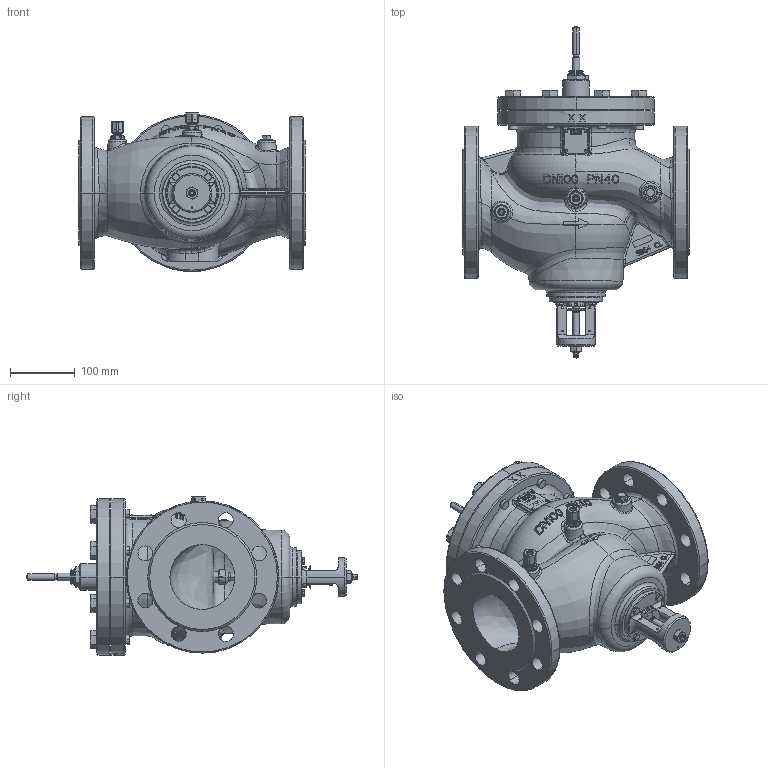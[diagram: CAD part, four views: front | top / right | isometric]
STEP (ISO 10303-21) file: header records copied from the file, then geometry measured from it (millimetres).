
FILE_DESCRIPTION((''),'2;1');
FILE_NAME('065B5586_VFQ22_DN100_PN40_ASM','2023-03-31T17:19:28',('U384264'),('Danfoss'),'CREO PARAMETRIC BY PTC INC, 2022124','CREO PARAMETRIC BY PTC INC, 2022124','');
FILE_SCHEMA(('AUTOMOTIVE_DESIGN { 1 0 10303 214 1 1 1 1 }'));
Products named in the file (26): 88650650_VALVE_B_VFQM_DN100_PN4; O-RING_171_04X3_53; 88650860_VALVE_C_VFG_DN100_PN40; HEX_SCREW_DIN931_M16X50; 88652420_CON_INSERT_DN65-125; 54590640; 88652200_VFG_STEM_DN100; 88654180_VFQ_STEM_DN100; 88652800_POINTER_VFQM; 88653900_VFQ_YOKE_DN65-100_MACH; HEX_SCREW_DIN933_M06X18; 88652720_FLOW_SCALE_DN100; 51817881_SCREW_SF_M3X5; 88652300_STUFFING_BOX_DN100_125; 54790650_BUSH_12X14X10; LABEL_PLATE_37X37; 5589607; HEX_NUT_DIN934_M10; 51817290_M5_ZATIC; 54540510; WALTER_CONNECTION; WALTER_PROFILE_RING; WALTER_CONNECTION_NUT; 8863078_ASM; 188610240; 065B5586_VFQ22_DN100_PN40_ASM
Assembly tree (42 placements, depth 3):
  065B5586_VFQ22_DN100_PN40_ASM
    88650650_VALVE_B_VFQM_DN100_PN4
    O-RING_171_04X3_53
    88650860_VALVE_C_VFG_DN100_PN40
    HEX_SCREW_DIN931_M16X50  x8
    88652420_CON_INSERT_DN65-125
    54590640
    88652200_VFG_STEM_DN100
    88654180_VFQ_STEM_DN100
    88652800_POINTER_VFQM
    88653900_VFQ_YOKE_DN65-100_MACH
    HEX_SCREW_DIN933_M06X18  x4
    88652720_FLOW_SCALE_DN100
    51817881_SCREW_SF_M3X5  x2
    88652300_STUFFING_BOX_DN100_125
    54790650_BUSH_12X14X10
    LABEL_PLATE_37X37
    5589607  x4
    HEX_NUT_DIN934_M10
    51817290_M5_ZATIC
    54540510  x3
    8863078_ASM  x2
      WALTER_CONNECTION
      WALTER_PROFILE_RING
      WALTER_CONNECTION_NUT
    188610240
Bounding box: 350 x 512.2 x 245.1 mm (x, y, z)
Volume: 6223940.2 mm3; surface area: 961991 mm2
Topology: 43 solids, 43 shells, 3905 faces, 10034 edges, 6335 vertices
Faces by surface type: plane 2103, cylinder 639, cone 458, bspline 293, torus 229, extrusion 159, revolution 12, sphere 12
Entity records: 165329 total; most frequent: CARTESIAN_POINT 64847, ORIENTED_EDGE 17360, DIRECTION 14226, EDGE_CURVE 8680, PRESENTATION_STYLE_ASSIGNMENT 6483, STYLED_ITEM 6413, CURVE_STYLE 6128, VERTEX_POINT 5569
